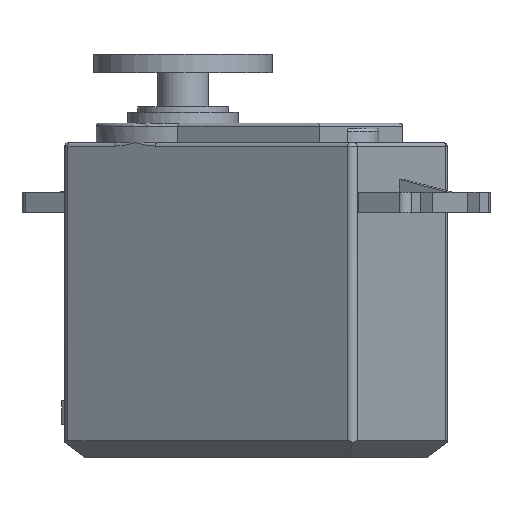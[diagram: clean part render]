
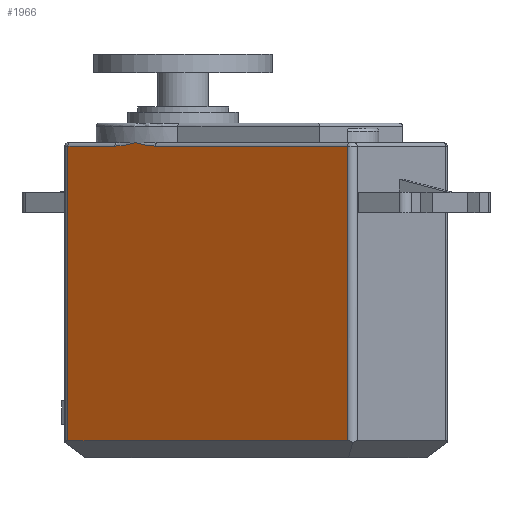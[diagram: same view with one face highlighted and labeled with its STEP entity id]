
A CAD part, front view. The second image highlights one B-rep face of the part: STEP entity #1966.
In plain terms, the highlighted planar face has unit normal (-0.552, -0.834, 0).
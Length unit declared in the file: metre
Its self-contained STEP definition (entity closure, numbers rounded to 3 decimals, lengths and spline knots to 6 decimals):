
#44=B_SPLINE_CURVE_WITH_KNOTS('',3,(#3043,#3044,#3045,#3046,#3047,#3048),
 .UNSPECIFIED.,.F.,.F.,(4,2,4),(-0.00002,0.001413,
0.002847),.UNSPECIFIED.);
#49=B_SPLINE_CURVE_WITH_KNOTS('',3,(#3155,#3156,#3157,#3158,#3159,#3160),
 .UNSPECIFIED.,.F.,.F.,(4,2,4),(0.,0.001434,0.002868),
 .UNSPECIFIED.);
#131=LINE('',#3014,#294);
#137=LINE('',#3119,#300);
#216=LINE('',#3410,#379);
#219=LINE('',#3424,#382);
#227=LINE('',#3447,#390);
#294=VECTOR('',#2374,1.);
#300=VECTOR('',#2412,1.);
#379=VECTOR('',#2581,1.);
#382=VECTOR('',#2596,1.);
#390=VECTOR('',#2618,1.);
#733=ORIENTED_EDGE('',*,*,#1159,.T.);
#734=ORIENTED_EDGE('',*,*,#1056,.T.);
#735=ORIENTED_EDGE('',*,*,#1062,.T.);
#736=ORIENTED_EDGE('',*,*,#1038,.T.);
#737=ORIENTED_EDGE('',*,*,#1035,.T.);
#738=ORIENTED_EDGE('',*,*,#1166,.T.);
#739=ORIENTED_EDGE('',*,*,#1178,.T.);
#1035=EDGE_CURVE('',#1294,#1293,#131,.T.);
#1038=EDGE_CURVE('',#1296,#1294,#44,.T.);
#1056=EDGE_CURVE('',#1302,#1308,#137,.T.);
#1062=EDGE_CURVE('',#1308,#1296,#49,.T.);
#1159=EDGE_CURVE('',#1392,#1302,#216,.T.);
#1166=EDGE_CURVE('',#1293,#1397,#219,.T.);
#1178=EDGE_CURVE('',#1397,#1392,#227,.T.);
#1293=VERTEX_POINT('',#3013);
#1294=VERTEX_POINT('',#3015);
#1296=VERTEX_POINT('',#3049);
#1302=VERTEX_POINT('',#3103);
#1308=VERTEX_POINT('',#3118);
#1392=VERTEX_POINT('',#3411);
#1397=VERTEX_POINT('',#3425);
#1601=EDGE_LOOP('',(#733,#734,#735,#736,#737,#738,#739));
#1766=FACE_BOUND('',#1601,.T.);
#1874=PLANE('',#2184);
#1966=ADVANCED_FACE('',(#1766),#1874,.F.);
#2184=AXIS2_PLACEMENT_3D('',#3495,#2669,#2670);
#2374=DIRECTION('',(-0.834,0.552,0.));
#2412=DIRECTION('',(-0.834,0.552,0.));
#2581=DIRECTION('',(0.,0.,1.));
#2596=DIRECTION('',(0.,0.,-1.));
#2618=DIRECTION('',(0.834,-0.552,0.));
#2669=DIRECTION('',(0.552,0.834,0.));
#2670=DIRECTION('',(-0.834,0.552,0.));
#3013=CARTESIAN_POINT('',(0.027242,-0.096211,0.081908));
#3014=CARTESIAN_POINT('',(0.026575,-0.09577,0.081908));
#3015=CARTESIAN_POINT('',(0.032757,-0.099862,0.081908));
#3043=CARTESIAN_POINT('',(0.035122,-0.101427,0.082308));
#3044=CARTESIAN_POINT('',(0.034731,-0.101168,0.082213));
#3045=CARTESIAN_POINT('',(0.034341,-0.10091,0.082118));
#3046=CARTESIAN_POINT('',(0.033554,-0.100389,0.081967));
#3047=CARTESIAN_POINT('',(0.033157,-0.100126,0.081908));
#3048=CARTESIAN_POINT('',(0.032757,-0.099862,0.081908));
#3049=CARTESIAN_POINT('',(0.035122,-0.101427,0.082308));
#3103=CARTESIAN_POINT('',(0.060097,-0.117957,0.081908));
#3118=CARTESIAN_POINT('',(0.037486,-0.102992,0.081908));
#3119=CARTESIAN_POINT('',(0.026575,-0.09577,0.081908));
#3155=CARTESIAN_POINT('',(0.037486,-0.102992,0.081908));
#3156=CARTESIAN_POINT('',(0.037087,-0.102728,0.081908));
#3157=CARTESIAN_POINT('',(0.03669,-0.102465,0.081967));
#3158=CARTESIAN_POINT('',(0.035903,-0.101944,0.082118));
#3159=CARTESIAN_POINT('',(0.035513,-0.101686,0.082213));
#3160=CARTESIAN_POINT('',(0.035122,-0.101427,0.082308));
#3410=CARTESIAN_POINT('',(0.060097,-0.117957,0.082308));
#3411=CARTESIAN_POINT('',(0.060097,-0.117957,0.047308));
#3424=CARTESIAN_POINT('',(0.027242,-0.096211,0.082308));
#3425=CARTESIAN_POINT('',(0.027242,-0.096211,0.047308));
#3447=CARTESIAN_POINT('',(0.060764,-0.118399,0.047308));
#3495=CARTESIAN_POINT('',(0.026575,-0.09577,0.082308));
